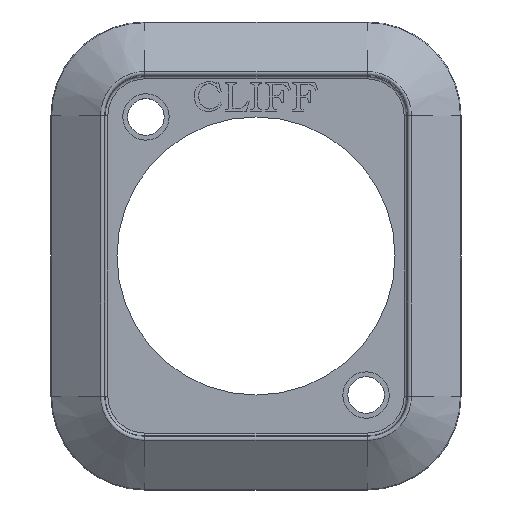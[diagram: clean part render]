
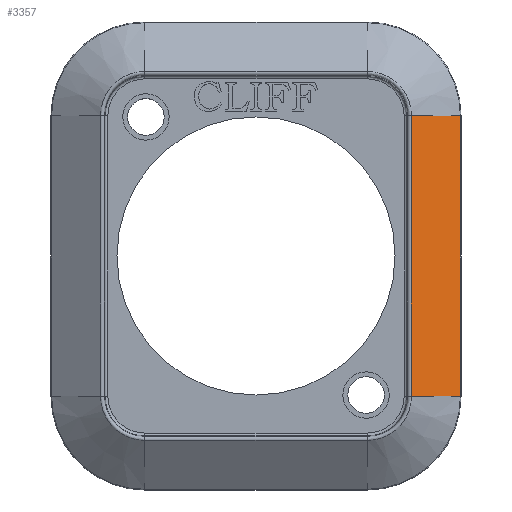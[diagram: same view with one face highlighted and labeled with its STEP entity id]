
A CAD part, top view. The second image highlights one B-rep face of the part: STEP entity #3357.
In plain terms, the highlighted planar face has unit normal (0.594, 0, 0.805).
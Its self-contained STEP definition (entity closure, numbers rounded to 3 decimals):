
#246=PLANE('',#3584);
#407=FACE_OUTER_BOUND('',#602,.T.);
#602=EDGE_LOOP('',(#2892,#2893,#2894,#2895));
#915=LINE('',#5975,#1228);
#919=LINE('',#5994,#1232);
#920=LINE('',#5997,#1233);
#921=LINE('',#5998,#1234);
#1228=VECTOR('',#4251,5.22);
#1232=VECTOR('',#4277,24.2);
#1233=VECTOR('',#4280,5.22);
#1234=VECTOR('',#4281,24.2);
#1600=VERTEX_POINT('',#5968);
#1602=VERTEX_POINT('',#5974);
#1605=VERTEX_POINT('',#5990);
#1607=VERTEX_POINT('',#5996);
#2029=EDGE_CURVE('',#1602,#1600,#915,.T.);
#2039=EDGE_CURVE('',#1605,#1600,#919,.T.);
#2040=EDGE_CURVE('',#1607,#1605,#920,.T.);
#2041=EDGE_CURVE('',#1607,#1602,#921,.T.);
#2892=ORIENTED_EDGE('',*,*,#2040,.T.);
#2893=ORIENTED_EDGE('',*,*,#2039,.T.);
#2894=ORIENTED_EDGE('',*,*,#2029,.F.);
#2895=ORIENTED_EDGE('',*,*,#2041,.F.);
#3357=ADVANCED_FACE('',(#407),#246,.T.);
#3584=AXIS2_PLACEMENT_3D('',#5995,#4278,#4279);
#4251=DIRECTION('',(-0.805,0.,0.594));
#4277=DIRECTION('',(0.,-1.,0.));
#4278=DIRECTION('center_axis',(0.594,0.,0.805));
#4279=DIRECTION('ref_axis',(-0.805,0.,0.594));
#4280=DIRECTION('',(-0.805,0.,0.594));
#4281=DIRECTION('',(0.,-1.,0.));
#5968=CARTESIAN_POINT('',(13.419,-12.1,2.261));
#5974=CARTESIAN_POINT('',(17.619,-12.1,-0.839));
#5975=CARTESIAN_POINT('',(13.419,-12.1,2.261));
#5990=CARTESIAN_POINT('',(13.419,12.1,2.261));
#5994=CARTESIAN_POINT('',(13.419,12.1,2.261));
#5995=CARTESIAN_POINT('Origin',(17.619,12.1,-0.839));
#5996=CARTESIAN_POINT('',(17.619,12.1,-0.839));
#5997=CARTESIAN_POINT('',(13.419,12.1,2.261));
#5998=CARTESIAN_POINT('',(17.619,12.1,-0.839));
